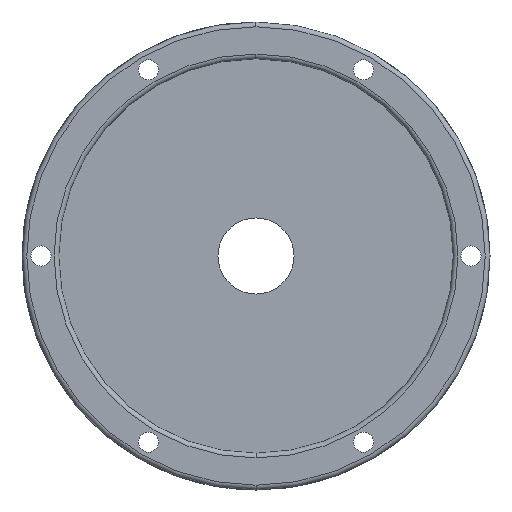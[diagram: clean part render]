
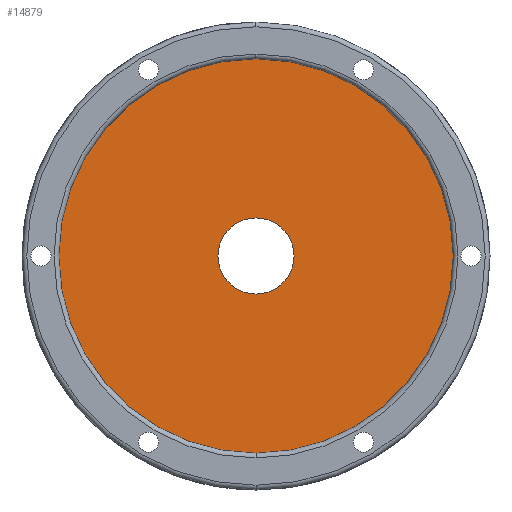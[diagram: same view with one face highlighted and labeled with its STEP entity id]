
A CAD part, left-side view. The second image highlights one B-rep face of the part: STEP entity #14879.
In plain terms, the highlighted planar face has unit normal (-1, 0, 0).
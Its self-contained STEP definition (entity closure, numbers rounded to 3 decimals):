
#836 = DIRECTION ( 'NONE',  ( 0., 0., 1. ) ) ;
#1158 = AXIS2_PLACEMENT_3D ( 'NONE', #5595, #14554, #11829 ) ;
#2483 = DIRECTION ( 'NONE',  ( -1., 0., 0. ) ) ;
#2992 = EDGE_CURVE ( 'NONE', #6913, #8211, #6983, .T. ) ;
#4865 = FACE_BOUND ( 'NONE', #15941, .T. ) ;
#4962 = VERTEX_POINT ( 'NONE', #6004 ) ;
#5595 = CARTESIAN_POINT ( 'NONE',  ( -159.825, 13.061, 0. ) ) ;
#6004 = CARTESIAN_POINT ( 'NONE',  ( -159.825, 13.061, 83. ) ) ;
#6188 = CARTESIAN_POINT ( 'NONE',  ( -159.825, 96.061, 0. ) ) ;
#6294 = DIRECTION ( 'NONE',  ( 0., 0., 1. ) ) ;
#6488 = ORIENTED_EDGE ( 'NONE', *, *, #7145, .F. ) ;
#6913 = VERTEX_POINT ( 'NONE', #9377 ) ;
#6983 = CIRCLE ( 'NONE', #1158, 16. ) ;
#7008 = CIRCLE ( 'NONE', #14163, 16. ) ;
#7015 = DIRECTION ( 'NONE',  ( 0., 0., 1. ) ) ;
#7076 = VERTEX_POINT ( 'NONE', #13282 ) ;
#7145 = EDGE_CURVE ( 'NONE', #8211, #6913, #7008, .T. ) ;
#7347 = AXIS2_PLACEMENT_3D ( 'NONE', #13840, #2483, #6294 ) ;
#7729 = EDGE_CURVE ( 'NONE', #4962, #7076, #16058, .T. ) ;
#7875 = EDGE_LOOP ( 'NONE', ( #13114, #15189 ) ) ;
#7877 = AXIS2_PLACEMENT_3D ( 'NONE', #6188, #11410, #16241 ) ;
#8211 = VERTEX_POINT ( 'NONE', #9050 ) ;
#9050 = CARTESIAN_POINT ( 'NONE',  ( -159.825, 13.061, -16. ) ) ;
#9329 = DIRECTION ( 'NONE',  ( -1., 0., 0. ) ) ;
#9377 = CARTESIAN_POINT ( 'NONE',  ( -159.825, 13.061, 16. ) ) ;
#9674 = AXIS2_PLACEMENT_3D ( 'NONE', #12147, #15859, #836 ) ;
#10828 = CARTESIAN_POINT ( 'NONE',  ( -159.825, 13.061, 0. ) ) ;
#11410 = DIRECTION ( 'NONE',  ( 1., 0., 0. ) ) ;
#11829 = DIRECTION ( 'NONE',  ( 0., 0., 1. ) ) ;
#12147 = CARTESIAN_POINT ( 'NONE',  ( -159.825, 13.061, 0. ) ) ;
#12418 = CIRCLE ( 'NONE', #7347, 83. ) ;
#12506 = FACE_OUTER_BOUND ( 'NONE', #7875, .T. ) ;
#12724 = ORIENTED_EDGE ( 'NONE', *, *, #2992, .F. ) ;
#13114 = ORIENTED_EDGE ( 'NONE', *, *, #7729, .T. ) ;
#13282 = CARTESIAN_POINT ( 'NONE',  ( -159.825, 13.061, -83. ) ) ;
#13840 = CARTESIAN_POINT ( 'NONE',  ( -159.825, 13.061, 0. ) ) ;
#14163 = AXIS2_PLACEMENT_3D ( 'NONE', #10828, #9329, #7015 ) ;
#14554 = DIRECTION ( 'NONE',  ( -1., 0., 0. ) ) ;
#14879 = ADVANCED_FACE ( 'NONE', ( #4865, #12506 ), #16326, .F. ) ;
#15189 = ORIENTED_EDGE ( 'NONE', *, *, #15559, .T. ) ;
#15559 = EDGE_CURVE ( 'NONE', #7076, #4962, #12418, .T. ) ;
#15859 = DIRECTION ( 'NONE',  ( -1., 0., 0. ) ) ;
#15941 = EDGE_LOOP ( 'NONE', ( #12724, #6488 ) ) ;
#16058 = CIRCLE ( 'NONE', #9674, 83. ) ;
#16241 = DIRECTION ( 'NONE',  ( 0., 1., 0. ) ) ;
#16326 = PLANE ( 'NONE',  #7877 ) ;
